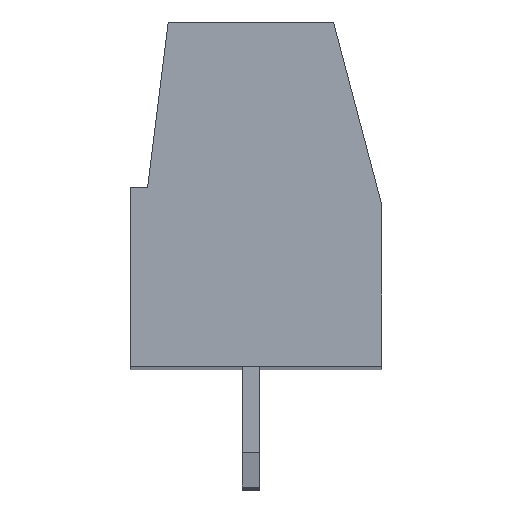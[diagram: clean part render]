
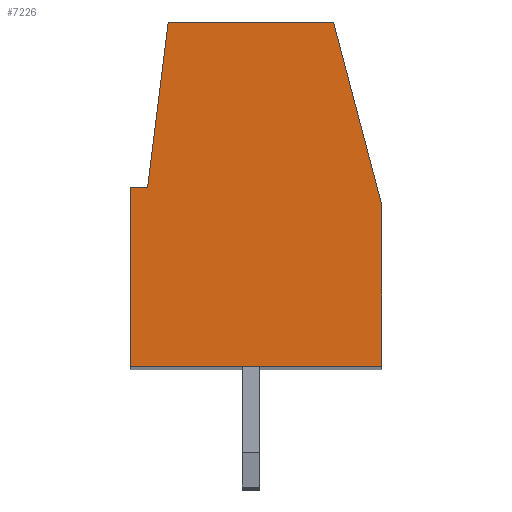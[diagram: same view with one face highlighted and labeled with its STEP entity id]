
A CAD part, top view. The second image highlights one B-rep face of the part: STEP entity #7226.
In plain terms, the highlighted planar face has unit normal (0, 0, 1).
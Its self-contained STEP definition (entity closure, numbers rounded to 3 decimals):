
#13=DIRECTION('',(0.,1.,0.));
#14=VECTOR('',#13,5.2);
#15=CARTESIAN_POINT('',(-3.5,-3.305,51.1));
#16=LINE('',#15,#14);
#17=DIRECTION('',(1.,0.,0.));
#18=VECTOR('',#17,0.5);
#19=CARTESIAN_POINT('',(-3.5,1.895,51.1));
#20=LINE('',#19,#18);
#21=DIRECTION('',(0.124,0.992,0.));
#22=VECTOR('',#21,4.837);
#23=CARTESIAN_POINT('',(-3.,1.895,51.1));
#24=LINE('',#23,#22);
#25=DIRECTION('',(1.,0.,0.));
#26=VECTOR('',#25,4.8);
#27=CARTESIAN_POINT('',(-2.4,6.695,51.1));
#28=LINE('',#27,#26);
#29=DIRECTION('',(0.255,-0.967,0.));
#30=VECTOR('',#29,5.482);
#31=CARTESIAN_POINT('',(2.4,6.695,51.1));
#32=LINE('',#31,#30);
#33=DIRECTION('',(0.,-1.,0.));
#34=VECTOR('',#33,4.7);
#35=CARTESIAN_POINT('',(3.8,1.395,51.1));
#36=LINE('',#35,#34);
#37=DIRECTION('',(-1.,0.,0.));
#38=VECTOR('',#37,7.3);
#39=CARTESIAN_POINT('',(3.8,-3.305,51.1));
#40=LINE('',#39,#38);
#5707=CARTESIAN_POINT('',(-3.5,-3.305,51.1));
#5708=CARTESIAN_POINT('',(-3.5,1.895,51.1));
#5709=VERTEX_POINT('',#5707);
#5710=VERTEX_POINT('',#5708);
#5711=CARTESIAN_POINT('',(3.8,-3.305,51.1));
#5712=VERTEX_POINT('',#5711);
#5713=CARTESIAN_POINT('',(3.8,1.395,51.1));
#5714=VERTEX_POINT('',#5713);
#5715=CARTESIAN_POINT('',(2.4,6.695,51.1));
#5716=VERTEX_POINT('',#5715);
#5717=CARTESIAN_POINT('',(-2.4,6.695,51.1));
#5718=VERTEX_POINT('',#5717);
#5719=CARTESIAN_POINT('',(-3.,1.895,51.1));
#5720=VERTEX_POINT('',#5719);
#7205=CARTESIAN_POINT('',(0.,0.,51.1));
#7206=DIRECTION('',(0.,0.,1.));
#7207=DIRECTION('',(1.,0.,0.));
#7208=AXIS2_PLACEMENT_3D('',#7205,#7206,#7207);
#7209=PLANE('',#7208);
#7211=ORIENTED_EDGE('',*,*,#7210,.T.);
#7213=ORIENTED_EDGE('',*,*,#7212,.T.);
#7215=ORIENTED_EDGE('',*,*,#7214,.T.);
#7217=ORIENTED_EDGE('',*,*,#7216,.T.);
#7219=ORIENTED_EDGE('',*,*,#7218,.T.);
#7221=ORIENTED_EDGE('',*,*,#7220,.T.);
#7223=ORIENTED_EDGE('',*,*,#7222,.T.);
#7224=EDGE_LOOP('',(#7211,#7213,#7215,#7217,#7219,#7221,#7223));
#7225=FACE_OUTER_BOUND('',#7224,.F.);
#7210=EDGE_CURVE('',#5709,#5710,#16,.T.);
#7212=EDGE_CURVE('',#5710,#5720,#20,.T.);
#7214=EDGE_CURVE('',#5720,#5718,#24,.T.);
#7216=EDGE_CURVE('',#5718,#5716,#28,.T.);
#7218=EDGE_CURVE('',#5716,#5714,#32,.T.);
#7220=EDGE_CURVE('',#5714,#5712,#36,.T.);
#7222=EDGE_CURVE('',#5712,#5709,#40,.T.);
#7226=ADVANCED_FACE('',(#7225),#7209,.T.);
